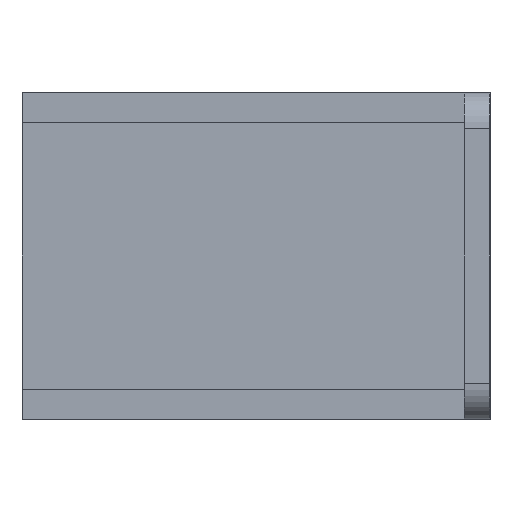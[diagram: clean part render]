
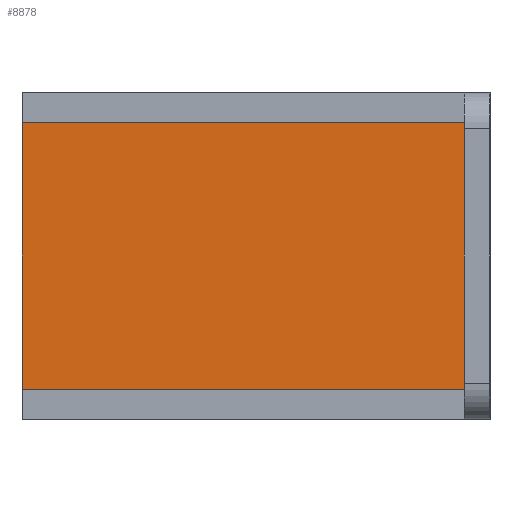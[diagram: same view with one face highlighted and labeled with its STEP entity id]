
A CAD part, left-side view. The second image highlights one B-rep face of the part: STEP entity #8878.
In plain terms, the highlighted planar face has unit normal (-1, 0, 0).
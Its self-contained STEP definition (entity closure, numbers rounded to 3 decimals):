
#7489 = PLANE('',#7490);
#7490 = AXIS2_PLACEMENT_3D('',#7491,#7492,#7493);
#7491 = CARTESIAN_POINT('',(91.,0.,-18.1));
#7492 = DIRECTION('',(0.,0.,1.));
#7493 = DIRECTION('',(-1.,0.,0.));
#7618 = PLANE('',#7619);
#7619 = AXIS2_PLACEMENT_3D('',#7620,#7621,#7622);
#7620 = CARTESIAN_POINT('',(-10.962,60.,0.));
#7621 = DIRECTION('',(0.,1.,0.));
#7622 = DIRECTION('',(0.,0.,1.));
#7631 = VERTEX_POINT('',#7632);
#7632 = CARTESIAN_POINT('',(-95.4,60.,-18.1));
#7658 = EDGE_CURVE('',#7659,#7631,#7661,.T.);
#7659 = VERTEX_POINT('',#7660);
#7660 = CARTESIAN_POINT('',(-95.4,0.,-18.1));
#7661 = SURFACE_CURVE('',#7662,(#7666,#7673),.PCURVE_S1.);
#7662 = LINE('',#7663,#7664);
#7663 = CARTESIAN_POINT('',(-95.4,0.,-18.1));
#7664 = VECTOR('',#7665,1.);
#7665 = DIRECTION('',(0.,1.,0.));
#7666 = PCURVE('',#7489,#7667);
#7667 = DEFINITIONAL_REPRESENTATION('',(#7668),#7672);
#7668 = LINE('',#7669,#7670);
#7669 = CARTESIAN_POINT('',(186.4,0.));
#7670 = VECTOR('',#7671,1.);
#7671 = DIRECTION('',(0.,-1.));
#7672 = ( GEOMETRIC_REPRESENTATION_CONTEXT(2) 
PARAMETRIC_REPRESENTATION_CONTEXT() REPRESENTATION_CONTEXT('2D SPACE',''
  ) );
#7673 = PCURVE('',#7674,#7679);
#7674 = PLANE('',#7675);
#7675 = AXIS2_PLACEMENT_3D('',#7676,#7677,#7678);
#7676 = CARTESIAN_POINT('',(-95.4,0.,-18.1));
#7677 = DIRECTION('',(-1.,0.,0.));
#7678 = DIRECTION('',(-0.,0.,-1.));
#7679 = DEFINITIONAL_REPRESENTATION('',(#7680),#7684);
#7680 = LINE('',#7681,#7682);
#7681 = CARTESIAN_POINT('',(-0.,0.));
#7682 = VECTOR('',#7683,1.);
#7683 = DIRECTION('',(0.,-1.));
#7684 = ( GEOMETRIC_REPRESENTATION_CONTEXT(2) 
PARAMETRIC_REPRESENTATION_CONTEXT() REPRESENTATION_CONTEXT('2D SPACE',''
  ) );
#8561 = EDGE_CURVE('',#8562,#7631,#8564,.T.);
#8562 = VERTEX_POINT('',#8563);
#8563 = CARTESIAN_POINT('',(-95.4,60.,18.1));
#8564 = SURFACE_CURVE('',#8565,(#8569,#8576),.PCURVE_S1.);
#8565 = LINE('',#8566,#8567);
#8566 = CARTESIAN_POINT('',(-95.4,60.,18.1));
#8567 = VECTOR('',#8568,1.);
#8568 = DIRECTION('',(0.,0.,-1.));
#8569 = PCURVE('',#7618,#8570);
#8570 = DEFINITIONAL_REPRESENTATION('',(#8571),#8575);
#8571 = LINE('',#8572,#8573);
#8572 = CARTESIAN_POINT('',(18.1,-84.438));
#8573 = VECTOR('',#8574,1.);
#8574 = DIRECTION('',(-1.,0.));
#8575 = ( GEOMETRIC_REPRESENTATION_CONTEXT(2) 
PARAMETRIC_REPRESENTATION_CONTEXT() REPRESENTATION_CONTEXT('2D SPACE',''
  ) );
#8576 = PCURVE('',#8577,#8582);
#8577 = PLANE('',#8578);
#8578 = AXIS2_PLACEMENT_3D('',#8579,#8580,#8581);
#8579 = CARTESIAN_POINT('',(-95.4,0.,18.1));
#8580 = DIRECTION('',(-1.,0.,0.));
#8581 = DIRECTION('',(-0.,0.,-1.));
#8582 = DEFINITIONAL_REPRESENTATION('',(#8583),#8587);
#8583 = LINE('',#8584,#8585);
#8584 = CARTESIAN_POINT('',(0.,-60.));
#8585 = VECTOR('',#8586,1.);
#8586 = DIRECTION('',(1.,0.));
#8587 = ( GEOMETRIC_REPRESENTATION_CONTEXT(2) 
PARAMETRIC_REPRESENTATION_CONTEXT() REPRESENTATION_CONTEXT('2D SPACE',''
  ) );
#8867 = PLANE('',#8868);
#8868 = AXIS2_PLACEMENT_3D('',#8869,#8870,#8871);
#8869 = CARTESIAN_POINT('',(-10.962,0.,0.));
#8870 = DIRECTION('',(0.,1.,0.));
#8871 = DIRECTION('',(0.,0.,1.));
#8878 = ADVANCED_FACE('',(#8879),#8577,.T.);
#8879 = FACE_BOUND('',#8880,.T.);
#8880 = EDGE_LOOP('',(#8881,#8909,#8910,#8911));
#8881 = ORIENTED_EDGE('',*,*,#8882,.T.);
#8882 = EDGE_CURVE('',#8883,#8562,#8885,.T.);
#8883 = VERTEX_POINT('',#8884);
#8884 = CARTESIAN_POINT('',(-95.4,0.,18.1));
#8885 = SURFACE_CURVE('',#8886,(#8890,#8897),.PCURVE_S1.);
#8886 = LINE('',#8887,#8888);
#8887 = CARTESIAN_POINT('',(-95.4,0.,18.1));
#8888 = VECTOR('',#8889,1.);
#8889 = DIRECTION('',(0.,1.,0.));
#8890 = PCURVE('',#8577,#8891);
#8891 = DEFINITIONAL_REPRESENTATION('',(#8892),#8896);
#8892 = LINE('',#8893,#8894);
#8893 = CARTESIAN_POINT('',(-0.,0.));
#8894 = VECTOR('',#8895,1.);
#8895 = DIRECTION('',(0.,-1.));
#8896 = ( GEOMETRIC_REPRESENTATION_CONTEXT(2) 
PARAMETRIC_REPRESENTATION_CONTEXT() REPRESENTATION_CONTEXT('2D SPACE',''
  ) );
#8897 = PCURVE('',#8898,#8903);
#8898 = PLANE('',#8899);
#8899 = AXIS2_PLACEMENT_3D('',#8900,#8901,#8902);
#8900 = CARTESIAN_POINT('',(-91.,0.,18.1));
#8901 = DIRECTION('',(0.,0.,1.));
#8902 = DIRECTION('',(-1.,0.,0.));
#8903 = DEFINITIONAL_REPRESENTATION('',(#8904),#8908);
#8904 = LINE('',#8905,#8906);
#8905 = CARTESIAN_POINT('',(4.4,0.));
#8906 = VECTOR('',#8907,1.);
#8907 = DIRECTION('',(0.,-1.));
#8908 = ( GEOMETRIC_REPRESENTATION_CONTEXT(2) 
PARAMETRIC_REPRESENTATION_CONTEXT() REPRESENTATION_CONTEXT('2D SPACE',''
  ) );
#8909 = ORIENTED_EDGE('',*,*,#8561,.T.);
#8910 = ORIENTED_EDGE('',*,*,#7658,.F.);
#8911 = ORIENTED_EDGE('',*,*,#8912,.F.);
#8912 = EDGE_CURVE('',#8883,#7659,#8913,.T.);
#8913 = SURFACE_CURVE('',#8914,(#8918,#8925),.PCURVE_S1.);
#8914 = LINE('',#8915,#8916);
#8915 = CARTESIAN_POINT('',(-95.4,0.,18.1));
#8916 = VECTOR('',#8917,1.);
#8917 = DIRECTION('',(0.,0.,-1.));
#8918 = PCURVE('',#8577,#8919);
#8919 = DEFINITIONAL_REPRESENTATION('',(#8920),#8924);
#8920 = LINE('',#8921,#8922);
#8921 = CARTESIAN_POINT('',(0.,0.));
#8922 = VECTOR('',#8923,1.);
#8923 = DIRECTION('',(1.,0.));
#8924 = ( GEOMETRIC_REPRESENTATION_CONTEXT(2) 
PARAMETRIC_REPRESENTATION_CONTEXT() REPRESENTATION_CONTEXT('2D SPACE',''
  ) );
#8925 = PCURVE('',#8867,#8926);
#8926 = DEFINITIONAL_REPRESENTATION('',(#8927),#8931);
#8927 = LINE('',#8928,#8929);
#8928 = CARTESIAN_POINT('',(18.1,-84.438));
#8929 = VECTOR('',#8930,1.);
#8930 = DIRECTION('',(-1.,0.));
#8931 = ( GEOMETRIC_REPRESENTATION_CONTEXT(2) 
PARAMETRIC_REPRESENTATION_CONTEXT() REPRESENTATION_CONTEXT('2D SPACE',''
  ) );
